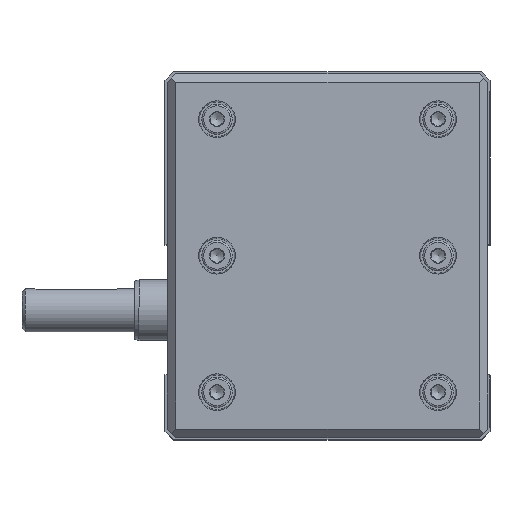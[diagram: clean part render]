
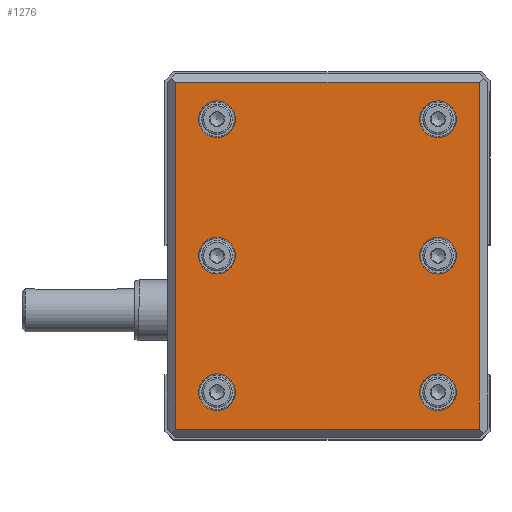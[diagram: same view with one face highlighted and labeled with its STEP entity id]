
A CAD part, top view. The second image highlights one B-rep face of the part: STEP entity #1276.
In plain terms, the highlighted planar face has unit normal (0, 0, 1).
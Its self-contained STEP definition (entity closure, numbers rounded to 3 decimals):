
#1276 = ADVANCED_FACE( '', ( #2876, #2877, #2878, #2879, #2880, #2881, #2882 ), #2883, .F. );
#2876 = FACE_OUTER_BOUND( '', #4752, .T. );
#2877 = FACE_BOUND( '', #4753, .T. );
#2878 = FACE_BOUND( '', #4754, .T. );
#2879 = FACE_BOUND( '', #4755, .T. );
#2880 = FACE_BOUND( '', #4756, .T. );
#2881 = FACE_BOUND( '', #4757, .T. );
#2882 = FACE_BOUND( '', #4758, .T. );
#2883 = PLANE( '', #4759 );
#4752 = EDGE_LOOP( '', ( #8221, #8222, #8223, #8224 ) );
#4753 = EDGE_LOOP( '', ( #8225 ) );
#4754 = EDGE_LOOP( '', ( #8226 ) );
#4755 = EDGE_LOOP( '', ( #8227 ) );
#4756 = EDGE_LOOP( '', ( #8228 ) );
#4757 = EDGE_LOOP( '', ( #8229 ) );
#4758 = EDGE_LOOP( '', ( #8230 ) );
#4759 = AXIS2_PLACEMENT_3D( '', #8231, #8232, #8233 );
#8221 = ORIENTED_EDGE( '', *, *, #10190, .T. );
#8222 = ORIENTED_EDGE( '', *, *, #10325, .T. );
#8223 = ORIENTED_EDGE( '', *, *, #10487, .T. );
#8224 = ORIENTED_EDGE( '', *, *, #10755, .T. );
#8225 = ORIENTED_EDGE( '', *, *, #10130, .F. );
#8226 = ORIENTED_EDGE( '', *, *, #10715, .F. );
#8227 = ORIENTED_EDGE( '', *, *, #9751, .F. );
#8228 = ORIENTED_EDGE( '', *, *, #10619, .F. );
#8229 = ORIENTED_EDGE( '', *, *, #10756, .F. );
#8230 = ORIENTED_EDGE( '', *, *, #10741, .F. );
#8231 = CARTESIAN_POINT( '', ( 116.241, 161.906, 38. ) );
#8232 = DIRECTION( '', ( 0., 0., -1. ) );
#8233 = DIRECTION( '', ( 0., -1., 0. ) );
#9751 = EDGE_CURVE( '', #11497, #11497, #11498, .T. );
#10130 = EDGE_CURVE( '', #12104, #12104, #12105, .T. );
#10190 = EDGE_CURVE( '', #12193, #12194, #12195, .T. );
#10325 = EDGE_CURVE( '', #12194, #12394, #12395, .T. );
#10487 = EDGE_CURVE( '', #12394, #12615, #12616, .T. );
#10619 = EDGE_CURVE( '', #12781, #12781, #12782, .T. );
#10715 = EDGE_CURVE( '', #12900, #12900, #12901, .T. );
#10741 = EDGE_CURVE( '', #12935, #12935, #12936, .T. );
#10755 = EDGE_CURVE( '', #12615, #12193, #12954, .T. );
#10756 = EDGE_CURVE( '', #12955, #12955, #12956, .T. );
#11497 = VERTEX_POINT( '', #13964 );
#11498 = CIRCLE( '', #13965, 4.227 );
#12104 = VERTEX_POINT( '', #15181 );
#12105 = CIRCLE( '', #15182, 4.227 );
#12193 = VERTEX_POINT( '', #15330 );
#12194 = VERTEX_POINT( '', #15331 );
#12195 = LINE( '', #15332, #15333 );
#12394 = VERTEX_POINT( '', #15630 );
#12395 = LINE( '', #15631, #15632 );
#12615 = VERTEX_POINT( '', #15991 );
#12616 = LINE( '', #15992, #15993 );
#12781 = VERTEX_POINT( '', #16311 );
#12782 = CIRCLE( '', #16312, 4.227 );
#12900 = VERTEX_POINT( '', #16511 );
#12901 = CIRCLE( '', #16512, 4.227 );
#12935 = VERTEX_POINT( '', #16563 );
#12936 = CIRCLE( '', #16564, 4.227 );
#12954 = LINE( '', #16589, #16590 );
#12955 = VERTEX_POINT( '', #16591 );
#12956 = CIRCLE( '', #16592, 4.227 );
#13964 = CARTESIAN_POINT( '', ( -13.331, 16.727, 38. ) );
#13965 = AXIS2_PLACEMENT_3D( '', #17313, #17314, #17315 );
#15181 = CARTESIAN_POINT( '', ( -13.331, -14.773, 38. ) );
#15182 = AXIS2_PLACEMENT_3D( '', #17797, #17798, #17799 );
#15330 = CARTESIAN_POINT( '', ( -22.831, 52.5, 38. ) );
#15331 = CARTESIAN_POINT( '', ( -22.831, -27.5, 38. ) );
#15332 = CARTESIAN_POINT( '', ( -22.831, 161.906, 38. ) );
#15333 = VECTOR( '', #17854, 1000. );
#15630 = CARTESIAN_POINT( '', ( 47.169, -27.5, 38. ) );
#15631 = CARTESIAN_POINT( '', ( 116.241, -27.5, 38. ) );
#15632 = VECTOR( '', #18024, 1000. );
#15991 = CARTESIAN_POINT( '', ( 47.169, 52.5, 38. ) );
#15992 = CARTESIAN_POINT( '', ( 47.169, 161.906, 38. ) );
#15993 = VECTOR( '', #18195, 1000. );
#16311 = CARTESIAN_POINT( '', ( 37.669, 16.727, 38. ) );
#16312 = AXIS2_PLACEMENT_3D( '', #18287, #18288, #18289 );
#16511 = CARTESIAN_POINT( '', ( 37.669, 48.227, 38. ) );
#16512 = AXIS2_PLACEMENT_3D( '', #18375, #18376, #18377 );
#16563 = CARTESIAN_POINT( '', ( -13.331, 48.227, 38. ) );
#16564 = AXIS2_PLACEMENT_3D( '', #18395, #18396, #18397 );
#16589 = CARTESIAN_POINT( '', ( 116.241, 52.5, 38. ) );
#16590 = VECTOR( '', #18412, 1000. );
#16591 = CARTESIAN_POINT( '', ( 37.669, -14.773, 38. ) );
#16592 = AXIS2_PLACEMENT_3D( '', #18413, #18414, #18415 );
#17313 = CARTESIAN_POINT( '', ( -13.331, 12.5, 38. ) );
#17314 = DIRECTION( '', ( 0., 0., 1. ) );
#17315 = DIRECTION( '', ( 0., 1., 0. ) );
#17797 = CARTESIAN_POINT( '', ( -13.331, -19., 38. ) );
#17798 = DIRECTION( '', ( 0., 0., 1. ) );
#17799 = DIRECTION( '', ( 0., 1., 0. ) );
#17854 = DIRECTION( '', ( 0., -1., 0. ) );
#18024 = DIRECTION( '', ( 1., 0., 0. ) );
#18195 = DIRECTION( '', ( 0., 1., 0. ) );
#18287 = CARTESIAN_POINT( '', ( 37.669, 12.5, 38. ) );
#18288 = DIRECTION( '', ( 0., 0., 1. ) );
#18289 = DIRECTION( '', ( 0., 1., 0. ) );
#18375 = CARTESIAN_POINT( '', ( 37.669, 44., 38. ) );
#18376 = DIRECTION( '', ( 0., 0., 1. ) );
#18377 = DIRECTION( '', ( 0., 1., 0. ) );
#18395 = CARTESIAN_POINT( '', ( -13.331, 44., 38. ) );
#18396 = DIRECTION( '', ( 0., 0., 1. ) );
#18397 = DIRECTION( '', ( 0., 1., 0. ) );
#18412 = DIRECTION( '', ( -1., 0., 0. ) );
#18413 = CARTESIAN_POINT( '', ( 37.669, -19., 38. ) );
#18414 = DIRECTION( '', ( 0., 0., 1. ) );
#18415 = DIRECTION( '', ( 0., 1., 0. ) );
